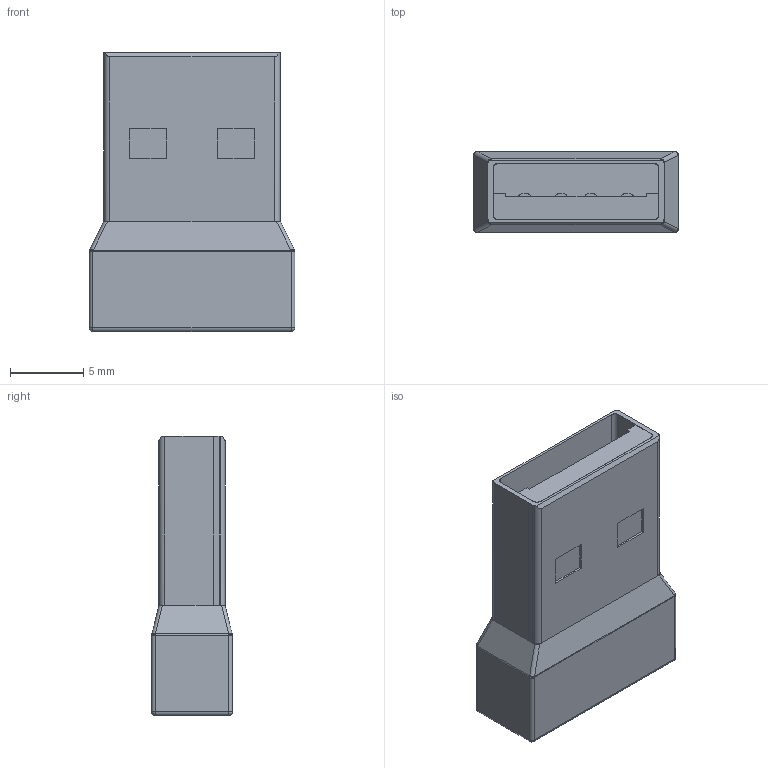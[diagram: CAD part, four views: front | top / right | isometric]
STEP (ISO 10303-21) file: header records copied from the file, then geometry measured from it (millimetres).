
FILE_DESCRIPTION(/* description */ (''),/* implementation_level */ '2;1');
FILE_NAME(/* name */ 'Logitech Dongle v3.stp',/* time_stamp */ '2025-09-12T00:21:57+02:00',/* author */ (''),/* organization */ (''),/* preprocessor_version */ 'ST-DEVELOPER v20.1',/* originating_system */ 'Autodesk Translation Framework v14.10.0.0',/* authorisation */ '');
FILE_SCHEMA (('AUTOMOTIVE_DESIGN { 1 0 10303 214 3 1 1 }'));
Length unit declared in the file: millimetre
Products named in the file (2): Logitech Dongle; usb_a-usb_a-lp-c
Assembly tree (1 placements, depth 2):
  Logitech Dongle
    usb_a-usb_a-lp-c
Bounding box: 14 x 5.5 x 19 mm (x, y, z)
Volume: 896.8 mm3; surface area: 1075.7 mm2
Topology: 1 solids, 1 shells, 113 faces, 293 edges, 185 vertices
Faces by surface type: plane 61, cylinder 40, sphere 12
Entity records: 3608 total; most frequent: DIRECTION 615, CARTESIAN_POINT 594, ORIENTED_EDGE 586, EDGE_CURVE 293, AXIS2_PLACEMENT_3D 206, LINE 203, VECTOR 203, VERTEX_POINT 185
